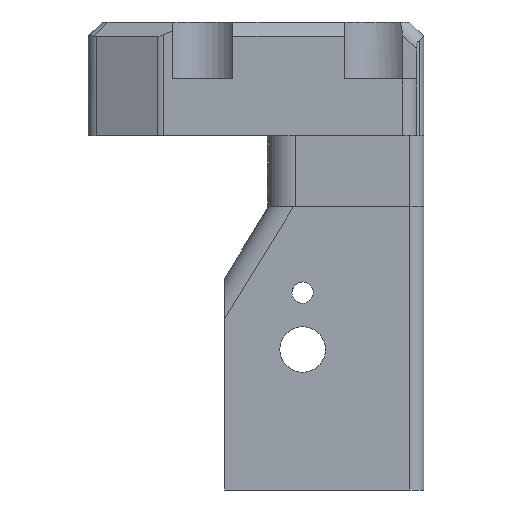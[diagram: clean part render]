
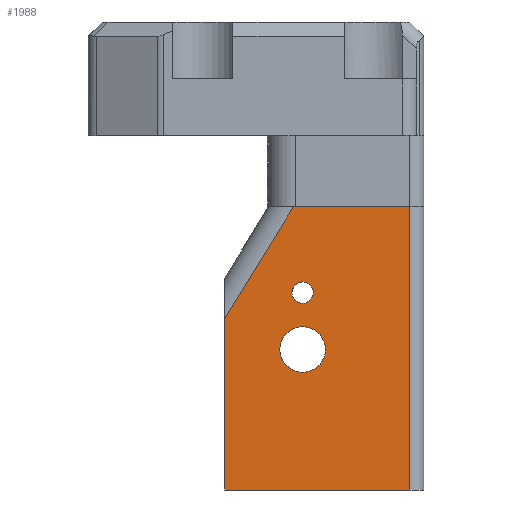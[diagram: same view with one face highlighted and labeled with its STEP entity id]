
A CAD part, front view. The second image highlights one B-rep face of the part: STEP entity #1988.
In plain terms, the highlighted planar face has unit normal (0, -1, 0).
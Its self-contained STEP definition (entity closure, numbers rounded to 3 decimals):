
#66=FACE_BOUND('',#389,.T.);
#67=FACE_BOUND('',#390,.T.);
#227=CIRCLE('',#2123,0.75);
#228=CIRCLE('',#2124,1.6);
#277=FACE_OUTER_BOUND('',#388,.T.);
#388=EDGE_LOOP('',(#1354,#1355,#1356,#1357,#1358));
#389=EDGE_LOOP('',(#1359));
#390=EDGE_LOOP('',(#1360));
#514=LINE('',#2868,#662);
#515=LINE('',#2871,#663);
#519=LINE('',#2899,#667);
#520=LINE('',#2901,#668);
#521=LINE('',#2902,#669);
#662=VECTOR('',#2310,10.);
#663=VECTOR('',#2313,10.);
#667=VECTOR('',#2323,10.);
#668=VECTOR('',#2324,10.);
#669=VECTOR('',#2325,10.);
#814=VERTEX_POINT('',#2864);
#815=VERTEX_POINT('',#2866);
#816=VERTEX_POINT('',#2870);
#823=VERTEX_POINT('',#2898);
#824=VERTEX_POINT('',#2900);
#825=VERTEX_POINT('',#2903);
#826=VERTEX_POINT('',#2905);
#1025=EDGE_CURVE('',#815,#814,#514,.T.);
#1026=EDGE_CURVE('',#816,#814,#515,.T.);
#1034=EDGE_CURVE('',#815,#823,#519,.T.);
#1035=EDGE_CURVE('',#824,#823,#520,.T.);
#1036=EDGE_CURVE('',#816,#824,#521,.T.);
#1037=EDGE_CURVE('',#825,#825,#227,.T.);
#1038=EDGE_CURVE('',#826,#826,#228,.T.);
#1354=ORIENTED_EDGE('',*,*,#1025,.F.);
#1355=ORIENTED_EDGE('',*,*,#1034,.T.);
#1356=ORIENTED_EDGE('',*,*,#1035,.F.);
#1357=ORIENTED_EDGE('',*,*,#1036,.F.);
#1358=ORIENTED_EDGE('',*,*,#1026,.T.);
#1359=ORIENTED_EDGE('',*,*,#1037,.T.);
#1360=ORIENTED_EDGE('',*,*,#1038,.T.);
#1949=PLANE('',#2122);
#1988=ADVANCED_FACE('',(#277,#66,#67),#1949,.T.);
#2122=AXIS2_PLACEMENT_3D('',#2897,#2321,#2322);
#2123=AXIS2_PLACEMENT_3D('',#2904,#2326,#2327);
#2124=AXIS2_PLACEMENT_3D('',#2906,#2328,#2329);
#2310=DIRECTION('',(0.524,0.,0.852));
#2313=DIRECTION('',(-1.,0.,0.));
#2321=DIRECTION('center_axis',(0.,-1.,0.));
#2322=DIRECTION('ref_axis',(-1.,0.,0.));
#2323=DIRECTION('',(0.,0.,-1.));
#2324=DIRECTION('',(-1.,0.,0.));
#2325=DIRECTION('',(0.,0.,-1.));
#2326=DIRECTION('center_axis',(0.,1.,0.));
#2327=DIRECTION('ref_axis',(1.,0.,0.));
#2328=DIRECTION('center_axis',(0.,1.,0.));
#2329=DIRECTION('ref_axis',(1.,0.,0.));
#2864=CARTESIAN_POINT('',(86.76,-64.063,58.536));
#2866=CARTESIAN_POINT('',(81.92,-64.063,50.674));
#2868=CARTESIAN_POINT('',(87.639,-64.063,59.964));
#2870=CARTESIAN_POINT('',(94.92,-64.063,58.536));
#2871=CARTESIAN_POINT('',(94.92,-64.063,58.536));
#2897=CARTESIAN_POINT('Origin',(94.92,-64.063,58.536));
#2898=CARTESIAN_POINT('',(81.92,-64.063,38.636));
#2899=CARTESIAN_POINT('',(81.92,-64.063,58.536));
#2900=CARTESIAN_POINT('',(94.92,-64.063,38.636));
#2901=CARTESIAN_POINT('',(94.92,-64.063,38.636));
#2902=CARTESIAN_POINT('',(94.92,-64.063,58.536));
#2903=CARTESIAN_POINT('',(86.654,-64.063,52.512));
#2904=CARTESIAN_POINT('Origin',(87.404,-64.063,52.512));
#2905=CARTESIAN_POINT('',(85.804,-64.063,48.512));
#2906=CARTESIAN_POINT('Origin',(87.404,-64.063,48.512));
